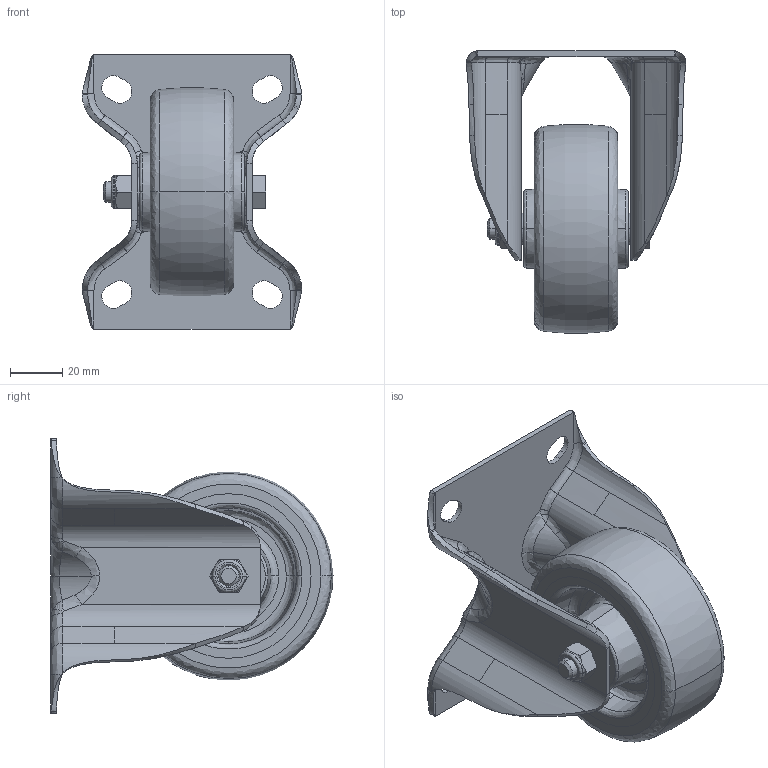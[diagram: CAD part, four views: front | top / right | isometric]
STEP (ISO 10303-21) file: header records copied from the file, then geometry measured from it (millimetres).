
FILE_DESCRIPTION (( 'STEP AP214' ), '1' );
FILE_NAME ('0056734.step', '2024-04-05T09:40:40', ( '' ), ( '' ), 'SwSTEP 2.0', 'SolidWorks 2020', '' );
FILE_SCHEMA (( 'AUTOMOTIVE_DESIGN' ));
Length unit declared in the file: millimetre
Products named in the file (1): 0056734
Bounding box: 83.98 x 107.91 x 105 mm (x, y, z)
Volume: 166152.8 mm3; surface area: 63130 mm2
Topology: 1 solids, 2 shells, 281 faces, 672 edges, 412 vertices
Faces by surface type: bspline 142, cylinder 68, plane 49, cone 20, torus 2
Entity records: 16594 total; most frequent: CARTESIAN_POINT 10598, ORIENTED_EDGE 1344, DIRECTION 818, EDGE_CURVE 672, VERTEX_POINT 412, AXIS2_PLACEMENT_3D 318, EDGE_LOOP 310, B_SPLINE_CURVE_WITH_KNOTS 292
